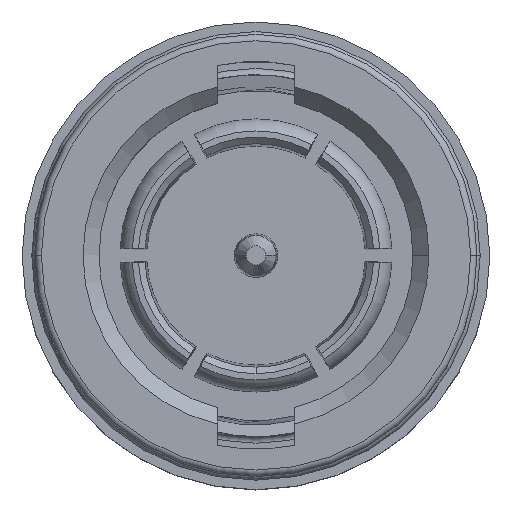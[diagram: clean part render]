
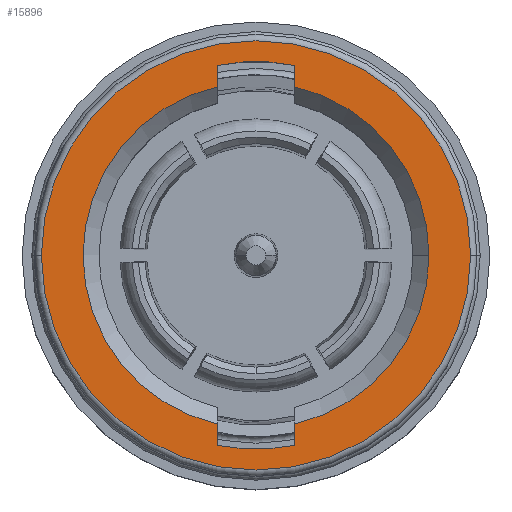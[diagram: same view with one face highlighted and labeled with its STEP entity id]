
A CAD part, top view. The second image highlights one B-rep face of the part: STEP entity #15896.
In plain terms, the highlighted planar face has unit normal (0, 0, 1).
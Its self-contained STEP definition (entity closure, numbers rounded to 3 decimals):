
#11 = AXIS2_PLACEMENT_3D ( 'NONE', #3575, #3576, #3577 ) ;
#121 = CARTESIAN_POINT ( 'NONE',  ( -1.2, 5.265, 0.85 ) ) ;
#156 = CARTESIAN_POINT ( 'NONE',  ( -1.2, 5.93, 0.85 ) ) ;
#186 = CARTESIAN_POINT ( 'NONE',  ( 5.4, 0., 0.85 ) ) ;
#193 = CARTESIAN_POINT ( 'NONE',  ( 1.2, 5.265, 0.85 ) ) ;
#241 = CARTESIAN_POINT ( 'NONE',  ( -1.2, -5.93, 0.85 ) ) ;
#258 = CARTESIAN_POINT ( 'NONE',  ( 1.2, -5.265, 0.85 ) ) ;
#429 = CIRCLE ( 'NONE', #11, 6.7 ) ;
#836 = ORIENTED_EDGE ( 'NONE', *, *, #15723, .F. ) ;
#871 = ORIENTED_EDGE ( 'NONE', *, *, #15855, .F. ) ;
#3575 = CARTESIAN_POINT ( 'NONE',  ( 0., 0., 0.85 ) ) ;
#3576 = DIRECTION ( 'NONE',  ( 0., 0., 1. ) ) ;
#3577 = DIRECTION ( 'NONE',  ( -1., 0., 0. ) ) ;
#3852 = PLANE ( 'NONE',  #15621 ) ;
#3853 = CARTESIAN_POINT ( 'NONE',  ( 0., 0., 0.85 ) ) ;
#3854 = DIRECTION ( 'NONE',  ( 0., 0., -1. ) ) ;
#3855 = DIRECTION ( 'NONE',  ( -1., 0., 0. ) ) ;
#4103 = AXIS2_PLACEMENT_3D ( 'NONE', #10267, #10268, #10269 ) ;
#4170 = CIRCLE ( 'NONE', #4103, 5.4 ) ;
#4726 = VERTEX_POINT ( 'NONE', #6356 ) ;
#4762 = VERTEX_POINT ( 'NONE', #6229 ) ;
#5270 = CIRCLE ( 'NONE', #5272, 6.7 ) ;
#5272 = AXIS2_PLACEMENT_3D ( 'NONE', #10570, #10571, #10572 ) ;
#5677 = LINE ( 'NONE', #16647, #8101 ) ;
#5743 = LINE ( 'NONE', #7160, #8152 ) ;
#6161 = VERTEX_POINT ( 'NONE', #121 ) ;
#6229 = CARTESIAN_POINT ( 'NONE',  ( -6.7, 0., 0.85 ) ) ;
#6356 = CARTESIAN_POINT ( 'NONE',  ( 6.7, 0., 0.85 ) ) ;
#6401 = VECTOR ( 'NONE', #13125, 1000. ) ;
#7026 = CARTESIAN_POINT ( 'NONE',  ( 0., 0., 0.85 ) ) ;
#7027 = DIRECTION ( 'NONE',  ( 0., 0., 1. ) ) ;
#7028 = DIRECTION ( 'NONE',  ( -1., 0., 0. ) ) ;
#7048 = CARTESIAN_POINT ( 'NONE',  ( 0., 0., 0.85 ) ) ;
#7049 = DIRECTION ( 'NONE',  ( 0., 0., 1. ) ) ;
#7050 = DIRECTION ( 'NONE',  ( 1., 0., 0. ) ) ;
#7090 = CARTESIAN_POINT ( 'NONE',  ( 0., 0., 0.85 ) ) ;
#7091 = DIRECTION ( 'NONE',  ( 0., 0., 1. ) ) ;
#7092 = DIRECTION ( 'NONE',  ( 1., 0., 0. ) ) ;
#7160 = CARTESIAN_POINT ( 'NONE',  ( -1.2, -4.751, 0.85 ) ) ;
#7161 = DIRECTION ( 'NONE',  ( 0., -1., 0. ) ) ;
#7162 = CARTESIAN_POINT ( 'NONE',  ( 0., 0., 0.85 ) ) ;
#7163 = DIRECTION ( 'NONE',  ( 0., 0., 1. ) ) ;
#7164 = DIRECTION ( 'NONE',  ( 1., 0., 0. ) ) ;
#7337 = FACE_OUTER_BOUND ( 'NONE', #14233, .T. ) ;
#7338 = FACE_BOUND ( 'NONE', #14272, .T. ) ;
#7382 = CIRCLE ( 'NONE', #7403, 5.4 ) ;
#7388 = CIRCLE ( 'NONE', #7396, 6.05 ) ;
#7396 = AXIS2_PLACEMENT_3D ( 'NONE', #7026, #7027, #7028 ) ;
#7403 = AXIS2_PLACEMENT_3D ( 'NONE', #7048, #7049, #7050 ) ;
#7413 = CIRCLE ( 'NONE', #7416, 5.4 ) ;
#7416 = AXIS2_PLACEMENT_3D ( 'NONE', #7090, #7091, #7092 ) ;
#7425 = CARTESIAN_POINT ( 'NONE',  ( -1.2, 4.751, 0.85 ) ) ;
#7426 = DIRECTION ( 'NONE',  ( 0., -1., 0. ) ) ;
#8101 = VECTOR ( 'NONE', #16648, 1000. ) ;
#8149 = CIRCLE ( 'NONE', #8153, 6.05 ) ;
#8152 = VECTOR ( 'NONE', #7161, 1000. ) ;
#8153 = AXIS2_PLACEMENT_3D ( 'NONE', #7162, #7163, #7164 ) ;
#8528 = VERTEX_POINT ( 'NONE', #156 ) ;
#8572 = VERTEX_POINT ( 'NONE', #186 ) ;
#8581 = VERTEX_POINT ( 'NONE', #193 ) ;
#9803 = VERTEX_POINT ( 'NONE', #241 ) ;
#9820 = VERTEX_POINT ( 'NONE', #258 ) ;
#9876 = ORIENTED_EDGE ( 'NONE', *, *, #15833, .F. ) ;
#9885 = ORIENTED_EDGE ( 'NONE', *, *, #15919, .T. ) ;
#9897 = ORIENTED_EDGE ( 'NONE', *, *, #16033, .F. ) ;
#9911 = ORIENTED_EDGE ( 'NONE', *, *, #16798, .T. ) ;
#9914 = ORIENTED_EDGE ( 'NONE', *, *, #15701, .F. ) ;
#9919 = ORIENTED_EDGE ( 'NONE', *, *, #15845, .F. ) ;
#9935 = ORIENTED_EDGE ( 'NONE', *, *, #15826, .F. ) ;
#9964 = ORIENTED_EDGE ( 'NONE', *, *, #15807, .F. ) ;
#10267 = CARTESIAN_POINT ( 'NONE',  ( 0., 0., 0.85 ) ) ;
#10268 = DIRECTION ( 'NONE',  ( 0., 0., 1. ) ) ;
#10269 = DIRECTION ( 'NONE',  ( 1., 0., 0. ) ) ;
#10570 = CARTESIAN_POINT ( 'NONE',  ( 0., 0., 0.85 ) ) ;
#10571 = DIRECTION ( 'NONE',  ( 0., 0., 1. ) ) ;
#10572 = DIRECTION ( 'NONE',  ( -1., 0., 0. ) ) ;
#12935 = CARTESIAN_POINT ( 'NONE',  ( 1.2, -5.93, 0.85 ) ) ;
#12992 = CARTESIAN_POINT ( 'NONE',  ( 1.2, 5.93, 0.85 ) ) ;
#13008 = CARTESIAN_POINT ( 'NONE',  ( -1.2, -5.265, 0.85 ) ) ;
#13124 = CARTESIAN_POINT ( 'NONE',  ( 1.2, -4.751, 0.85 ) ) ;
#13125 = DIRECTION ( 'NONE',  ( 0., 1., 0. ) ) ;
#14233 = EDGE_LOOP ( 'NONE', ( #9885, #9911 ) ) ;
#14272 = EDGE_LOOP ( 'NONE', ( #9935, #9964, #9876, #9897, #9914, #15233, #871, #9919, #836 ) ) ;
#14505 = VERTEX_POINT ( 'NONE', #12935 ) ;
#14562 = VERTEX_POINT ( 'NONE', #12992 ) ;
#14578 = VERTEX_POINT ( 'NONE', #13008 ) ;
#15233 = ORIENTED_EDGE ( 'NONE', *, *, #15856, .F. ) ;
#15621 = AXIS2_PLACEMENT_3D ( 'NONE', #3853, #3854, #3855 ) ;
#15658 = VECTOR ( 'NONE', #7426, 1000. ) ;
#15701 = EDGE_CURVE ( 'NONE', #14505, #9820, #16106, .T. ) ;
#15723 = EDGE_CURVE ( 'NONE', #8528, #6161, #16116, .T. ) ;
#15807 = EDGE_CURVE ( 'NONE', #8581, #14562, #5677, .T. ) ;
#15826 = EDGE_CURVE ( 'NONE', #14562, #8528, #7388, .T. ) ;
#15833 = EDGE_CURVE ( 'NONE', #8572, #8581, #7382, .T. ) ;
#15845 = EDGE_CURVE ( 'NONE', #6161, #14578, #7413, .T. ) ;
#15855 = EDGE_CURVE ( 'NONE', #14578, #9803, #5743, .T. ) ;
#15856 = EDGE_CURVE ( 'NONE', #9803, #14505, #8149, .T. ) ;
#15896 = ADVANCED_FACE ( 'NONE', ( #7337, #7338 ), #3852, .F. ) ;
#15919 = EDGE_CURVE ( 'NONE', #4762, #4726, #429, .T. ) ;
#16033 = EDGE_CURVE ( 'NONE', #9820, #8572, #4170, .T. ) ;
#16106 = LINE ( 'NONE', #13124, #6401 ) ;
#16116 = LINE ( 'NONE', #7425, #15658 ) ;
#16647 = CARTESIAN_POINT ( 'NONE',  ( 1.2, 4.751, 0.85 ) ) ;
#16648 = DIRECTION ( 'NONE',  ( 0., 1., 0. ) ) ;
#16798 = EDGE_CURVE ( 'NONE', #4726, #4762, #5270, .T. ) ;
